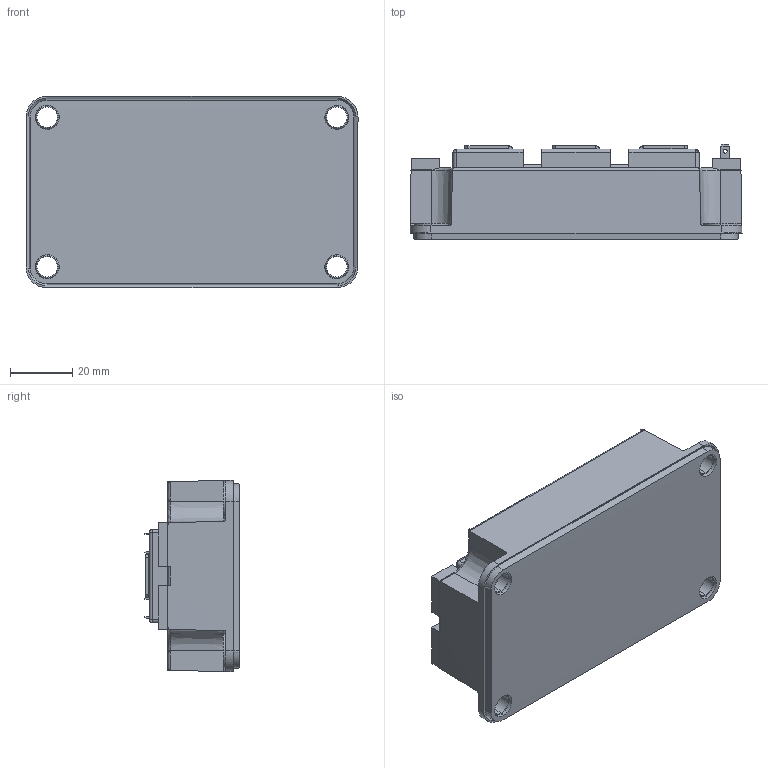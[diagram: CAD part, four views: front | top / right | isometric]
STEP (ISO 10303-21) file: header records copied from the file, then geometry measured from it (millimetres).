
FILE_DESCRIPTION (( 'STEP AP214' ), '1' );
FILE_NAME ('Semitrans 3 GB.STEP', '2013-07-19T09:14:52', ( 'sem' ), ( 'Microsoft' ), 'SwSTEP 2.0', 'SolidWorks 2010', '' );
FILE_SCHEMA (( 'AUTOMOTIVE_DESIGN' ));
Length unit declared in the file: millimetre
Products named in the file (1): Semitrans 3 GB
Bounding box: 106.6 x 30.52 x 61.4 mm (x, y, z)
Surface area: 26956 mm2 (no closed solid volume)
Topology: 0 solids, 15 shells, 378 faces, 1251 edges, 877 vertices
Faces by surface type: plane 216, cylinder 99, bspline 39, cone 24
Entity records: 20368 total; most frequent: CARTESIAN_POINT 8469, ORIENTED_EDGE 2104, DIRECTION 1784, EDGE_CURVE 1247, VERTEX_POINT 877, VECTOR 746, LINE 746, AXIS2_PLACEMENT_3D 519
